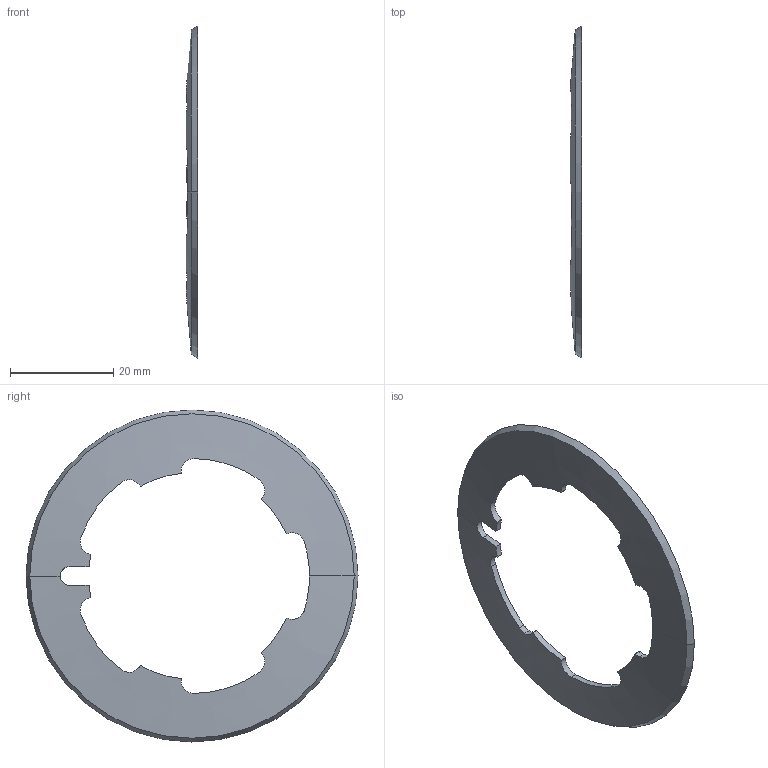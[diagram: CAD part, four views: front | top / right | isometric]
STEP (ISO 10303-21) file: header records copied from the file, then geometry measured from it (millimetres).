
FILE_DESCRIPTION (( 'STEP AP203' ), '1' );
FILE_NAME ('V30405-12-AGC.STEP', '2022-04-27T14:06:43', ( '' ), ( '' ), 'SwSTEP 2.0', 'SolidWorks 2020', '' );
FILE_SCHEMA (( 'CONFIG_CONTROL_DESIGN' ));
Length unit declared in the file: inch
Products named in the file (1): V30405-12-AGC
Bounding box: 2.27 x 64.3 x 64.3 mm (x, y, z)
Volume: 2009.9 mm3; surface area: 3838.1 mm2
Topology: 1 solids, 1 shells, 43 faces, 125 edges, 82 vertices
Faces by surface type: cylinder 25, plane 12, cone 6
Entity records: 1852 total; most frequent: CARTESIAN_POINT 673, ORIENTED_EDGE 250, DIRECTION 207, EDGE_CURVE 125, VERTEX_POINT 82, AXIS2_PLACEMENT_3D 72, LINE 63, VECTOR 63
